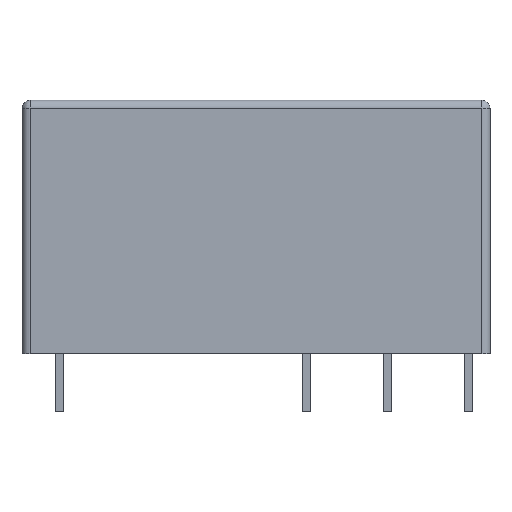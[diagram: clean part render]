
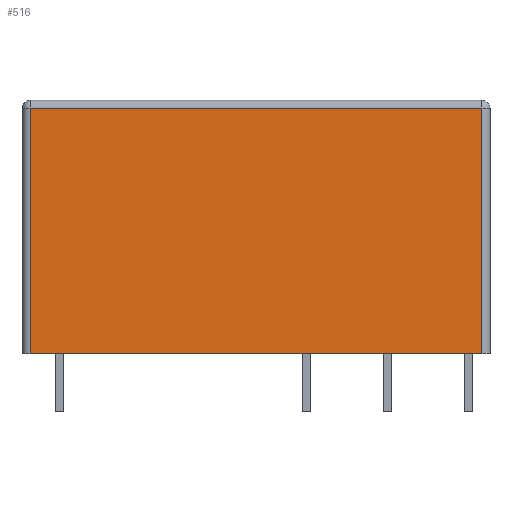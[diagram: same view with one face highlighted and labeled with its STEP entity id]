
A CAD part, front view. The second image highlights one B-rep face of the part: STEP entity #516.
In plain terms, the highlighted free-form (B-spline) face has degree [1, 1] with [2, 2] control points.
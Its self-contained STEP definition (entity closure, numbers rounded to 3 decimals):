
#70=CARTESIAN_POINT('',(14.0,-6.35,15.2));
#71=VERTEX_POINT('',#70);
#140=CARTESIAN_POINT('',(-14.0,-6.35,15.2));
#141=VERTEX_POINT('',#140);
#287=CARTESIAN_POINT('',(-14.0,-6.35,15.2));
#288=DIRECTION('',(1.0,0.0,0.0));
#289=VECTOR('',#288,28.0);
#290=LINE('',#287,#289);
#291=EDGE_CURVE('',#141,#71,#290,.T.);
#310=CARTESIAN_POINT('',(-14.0,-6.35,0.));
#311=VERTEX_POINT('',#310);
#319=CARTESIAN_POINT('',(-14.0,-6.35,0.));
#320=DIRECTION('',(0.0,0.0,1.0));
#321=VECTOR('',#320,15.2);
#322=LINE('',#319,#321);
#323=EDGE_CURVE('',#311,#141,#322,.T.);
#394=CARTESIAN_POINT('',(14.0,-6.35,0.));
#395=VERTEX_POINT('',#394);
#412=CARTESIAN_POINT('',(14.0,-6.35,15.2));
#413=DIRECTION('',(0.0,0.0,-1.0));
#414=VECTOR('',#413,15.2);
#415=LINE('',#412,#414);
#416=EDGE_CURVE('',#71,#395,#415,.T.);
#477=CARTESIAN_POINT('',(-14.0,-6.35,0.));
#478=DIRECTION('',(1.0,0.0,0.0));
#479=VECTOR('',#478,28.0);
#480=LINE('',#477,#479);
#481=EDGE_CURVE('',#311,#395,#480,.T.);
#505=CARTESIAN_POINT('',(14.0,-6.35,15.2));
#506=CARTESIAN_POINT('',(14.0,-6.35,0.0));
#507=CARTESIAN_POINT('',(-14.0,-6.35,15.2));
#508=CARTESIAN_POINT('',(-14.0,-6.35,0.0));
#509=B_SPLINE_SURFACE_WITH_KNOTS('',1,1,((#505,#507),(#506,#508)),.UNSPECIFIED.,.F.,.F.,.U.,(2,2),(2,2),(0.0,15.2),(0.0,28.0),.UNSPECIFIED.);
#510=ORIENTED_EDGE('',*,*,#323,.F.);
#511=ORIENTED_EDGE('',*,*,#481,.T.);
#512=ORIENTED_EDGE('',*,*,#416,.F.);
#513=ORIENTED_EDGE('',*,*,#291,.F.);
#514=EDGE_LOOP('',(#510,#511,#512,#513));
#515=FACE_OUTER_BOUND('',#514,.T.);
#516=ADVANCED_FACE('',(#515),#509,.F.);
